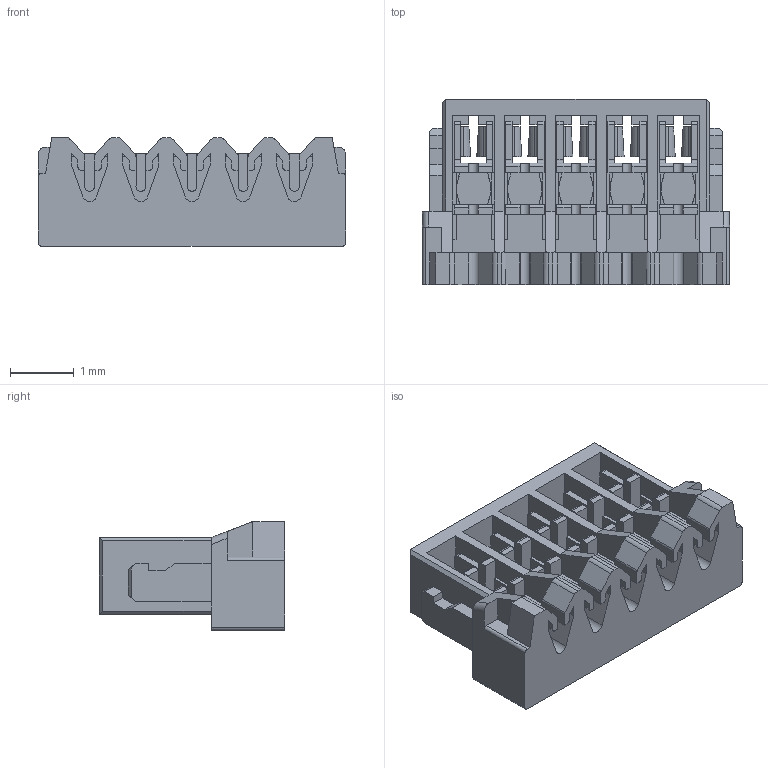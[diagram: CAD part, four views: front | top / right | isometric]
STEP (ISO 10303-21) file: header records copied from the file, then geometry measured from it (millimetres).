
FILE_DESCRIPTION(/* description */ ('Unknown'),/* implementation_level */ '2;1');
FILE_NAME(/* name */ '689005114322',/* time_stamp */ '2023-07-07T13:56:46+02:00',/* author */ ('Unknown'),/* organization */ ('Unknown'),/* preprocessor_version */ 'ST-DEVELOPER v18.102',/* originating_system */ 'Solid Edge',/* authorisation */ 'Unknown');
FILE_SCHEMA (('AUTOMOTIVE_DESIGN {1 0 10303 214 3 1 1}'));
Length unit declared in the file: millimetre
Products named in the file (3): 6890xx114322; 689005114322; 6890xx114322_Pin
Assembly tree (6 placements, depth 2):
  6890xx114322
    689005114322
    6890xx114322_Pin  x5
Bounding box: 4.8 x 2.9 x 1.7 mm (x, y, z)
Volume: 11.4 mm3; surface area: 110.5 mm2
Topology: 6 solids, 6 shells, 763 faces, 2245 edges, 1484 vertices
Faces by surface type: plane 497, cylinder 226, torus 20, bspline 20
Entity records: 14597 total; most frequent: CARTESIAN_POINT 2723, ORIENTED_EDGE 2594, DIRECTION 2311, EDGE_CURVE 1297, LINE 1095, VECTOR 1095, VERTEX_POINT 860, AXIS2_PLACEMENT_3D 608
